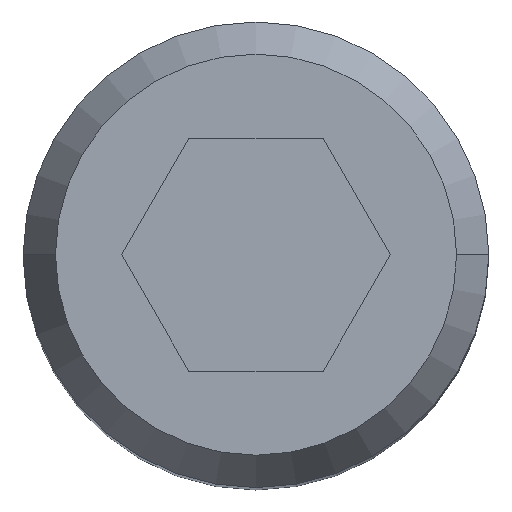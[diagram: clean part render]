
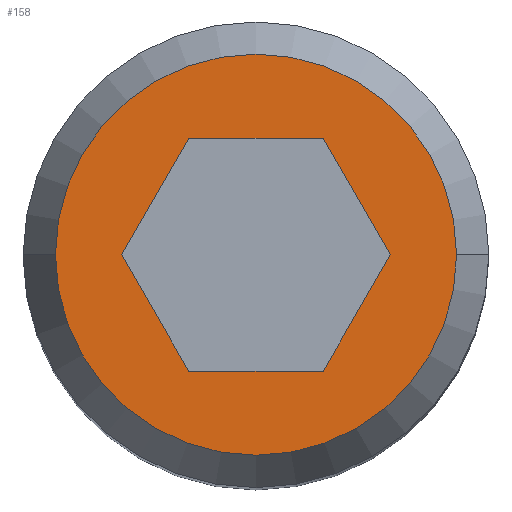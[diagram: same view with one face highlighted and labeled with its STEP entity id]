
A CAD part, top view. The second image highlights one B-rep face of the part: STEP entity #158.
In plain terms, the highlighted planar face has unit normal (0, 0, 1).
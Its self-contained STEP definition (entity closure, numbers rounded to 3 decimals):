
#118=EDGE_CURVE('',#232,#258,#304,.T.);
#144=EDGE_CURVE('',#192,#152,#333,.T.);
#152=VERTEX_POINT('',#341);
#158=ADVANCED_FACE('',(#348,#349),#350,.T.);
#160=EDGE_CURVE('',#152,#178,#352,.T.);
#172=EDGE_CURVE('',#182,#192,#364,.T.);
#178=VERTEX_POINT('',#370);
#182=VERTEX_POINT('',#374);
#188=EDGE_CURVE('',#178,#214,#382,.T.);
#192=VERTEX_POINT('',#386);
#212=EDGE_CURVE('',#214,#254,#409,.T.);
#214=VERTEX_POINT('',#411);
#232=VERTEX_POINT('',#430);
#234=EDGE_CURVE('',#258,#232,#432,.T.);
#252=EDGE_CURVE('',#254,#182,#451,.T.);
#254=VERTEX_POINT('',#453);
#258=VERTEX_POINT('',#458);
#304=CIRCLE('',#498,3.42);
#333=LINE('',#537,#538);
#341=CARTESIAN_POINT('',(1.146,1.985,30.16));
#348=FACE_BOUND('',#558,.T.);
#349=FACE_OUTER_BOUND('',#559,.T.);
#350=PLANE('',#560);
#352=LINE('',#563,#564);
#364=LINE('',#584,#585);
#370=CARTESIAN_POINT('',(2.292,0.,30.16));
#374=CARTESIAN_POINT('',(-2.292,0.,30.16));
#382=LINE('',#608,#609);
#386=CARTESIAN_POINT('',(-1.146,1.985,30.16));
#409=LINE('',#646,#647);
#411=CARTESIAN_POINT('',(1.146,-1.985,30.16));
#430=CARTESIAN_POINT('',(-3.42,0.,30.16));
#432=CIRCLE('',#676,3.42);
#451=LINE('',#705,#706);
#453=CARTESIAN_POINT('',(-1.146,-1.985,30.16));
#458=CARTESIAN_POINT('',(3.42,0.,30.16));
#498=AXIS2_PLACEMENT_3D('',#770,#771,#772);
#537=CARTESIAN_POINT('',(0.855,1.985,30.16));
#538=VECTOR('',#806,1.0);
#558=EDGE_LOOP('',(#821,#822,#823,#824,#825,#826));
#559=EDGE_LOOP('',(#827,#828));
#560=AXIS2_PLACEMENT_3D('',#829,#830,#831);
#563=CARTESIAN_POINT('',(2.219,0.126,30.16));
#564=VECTOR('',#832,1.0);
#584=CARTESIAN_POINT('',(-1.219,1.859,30.16));
#585=VECTOR('',#839,1.0);
#608=CARTESIAN_POINT('',(1.646,-1.119,30.16));
#609=VECTOR('',#855,1.0);
#646=CARTESIAN_POINT('',(0.282,-1.985,30.16));
#647=VECTOR('',#887,1.0);
#676=AXIS2_PLACEMENT_3D('',#906,#907,#908);
#705=CARTESIAN_POINT('',(-1.792,-0.866,30.16));
#706=VECTOR('',#924,1.0);
#770=CARTESIAN_POINT('',(0.,0.0,30.16));
#771=DIRECTION('',(0.,0.,1.0));
#772=DIRECTION('',(1.0,0.,0.));
#806=DIRECTION('',(1.0,0.,0.));
#821=ORIENTED_EDGE('',*,*,#172,.T.);
#822=ORIENTED_EDGE('',*,*,#144,.T.);
#823=ORIENTED_EDGE('',*,*,#160,.T.);
#824=ORIENTED_EDGE('',*,*,#188,.T.);
#825=ORIENTED_EDGE('',*,*,#212,.T.);
#826=ORIENTED_EDGE('',*,*,#252,.T.);
#827=ORIENTED_EDGE('',*,*,#234,.T.);
#828=ORIENTED_EDGE('',*,*,#118,.T.);
#829=CARTESIAN_POINT('',(1.71,0.,30.16));
#830=DIRECTION('',(0.,0.,1.0));
#831=DIRECTION('',(1.0,0.,0.));
#832=DIRECTION('',(0.5,-0.866,0.));
#839=DIRECTION('',(0.5,0.866,0.));
#855=DIRECTION('',(-0.5,-0.866,0.));
#887=DIRECTION('',(-1.0,0.,0.));
#906=CARTESIAN_POINT('',(0.,0.0,30.16));
#907=DIRECTION('',(0.,0.,1.0));
#908=DIRECTION('',(1.0,0.,0.));
#924=DIRECTION('',(-0.5,0.866,0.));
